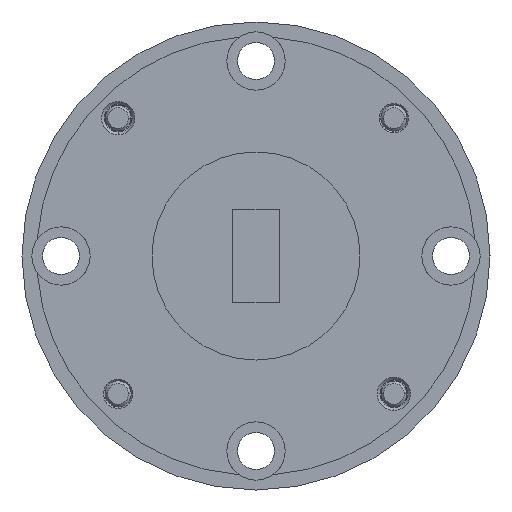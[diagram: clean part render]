
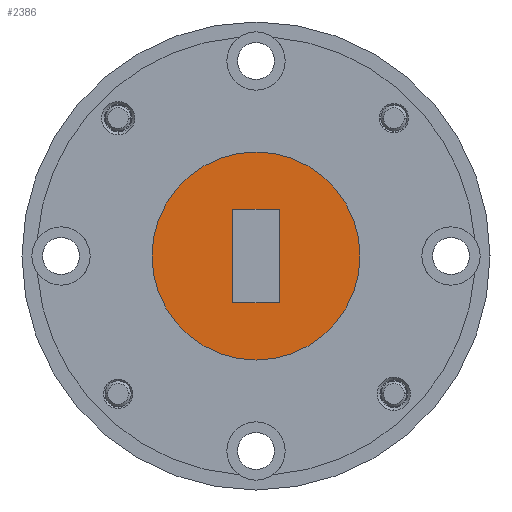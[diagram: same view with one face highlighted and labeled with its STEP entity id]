
A CAD part, left-side view. The second image highlights one B-rep face of the part: STEP entity #2386.
In plain terms, the highlighted planar face has unit normal (-1, 0, 0).
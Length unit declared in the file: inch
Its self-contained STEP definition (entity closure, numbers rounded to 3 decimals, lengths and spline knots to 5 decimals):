
#58 = CIRCLE ( 'NONE', #3867, 0.25 ) ;
#142 = VECTOR ( 'NONE', #2165, 39.37008 ) ;
#149 = CARTESIAN_POINT ( 'NONE',  ( 0., 0., 0. ) ) ;
#208 = CARTESIAN_POINT ( 'NONE',  ( 0., 0.056, 0.112 ) ) ;
#486 = VERTEX_POINT ( 'NONE', #208 ) ;
#604 = EDGE_CURVE ( 'NONE', #2636, #486, #2507, .T. ) ;
#613 = EDGE_CURVE ( 'NONE', #1130, #2707, #58, .T. ) ;
#644 = ORIENTED_EDGE ( 'NONE', *, *, #613, .F. ) ;
#658 = CARTESIAN_POINT ( 'NONE',  ( 0., 0., 0. ) ) ;
#737 = CARTESIAN_POINT ( 'NONE',  ( 0., 0.056, -0.112 ) ) ;
#749 = CARTESIAN_POINT ( 'NONE',  ( 0., -0.056, -0.112 ) ) ;
#786 = CARTESIAN_POINT ( 'NONE',  ( 0., -0.056, -0.112 ) ) ;
#820 = DIRECTION ( 'NONE',  ( 0., 0., -1. ) ) ;
#1040 = DIRECTION ( 'NONE',  ( 1., 0., 0. ) ) ;
#1121 = ORIENTED_EDGE ( 'NONE', *, *, #604, .T. ) ;
#1130 = VERTEX_POINT ( 'NONE', #4448 ) ;
#1145 = LINE ( 'NONE', #786, #3730 ) ;
#1301 = ORIENTED_EDGE ( 'NONE', *, *, #1362, .F. ) ;
#1362 = EDGE_CURVE ( 'NONE', #2707, #1130, #2821, .T. ) ;
#1364 = VERTEX_POINT ( 'NONE', #749 ) ;
#1545 = LINE ( 'NONE', #3612, #3128 ) ;
#1607 = LINE ( 'NONE', #2930, #3541 ) ;
#2024 = AXIS2_PLACEMENT_3D ( 'NONE', #149, #3690, #2939 ) ;
#2073 = ORIENTED_EDGE ( 'NONE', *, *, #3726, .T. ) ;
#2119 = CARTESIAN_POINT ( 'NONE',  ( 0., 0.056, -0.112 ) ) ;
#2165 = DIRECTION ( 'NONE',  ( 0., 0., 1. ) ) ;
#2242 = CARTESIAN_POINT ( 'NONE',  ( 0., -0.25, 0. ) ) ;
#2335 = EDGE_CURVE ( 'NONE', #3529, #1364, #1545, .T. ) ;
#2343 = EDGE_CURVE ( 'NONE', #1364, #2636, #1145, .T. ) ;
#2386 = ADVANCED_FACE ( 'NONE', ( #2917, #4396 ), #2991, .T. ) ;
#2507 = LINE ( 'NONE', #737, #142 ) ;
#2636 = VERTEX_POINT ( 'NONE', #2119 ) ;
#2707 = VERTEX_POINT ( 'NONE', #2242 ) ;
#2821 = CIRCLE ( 'NONE', #4397, 0.25 ) ;
#2826 = DIRECTION ( 'NONE',  ( 0., 1., 0. ) ) ;
#2917 = FACE_BOUND ( 'NONE', #3456, .T. ) ;
#2930 = CARTESIAN_POINT ( 'NONE',  ( 0., -0.056, 0.112 ) ) ;
#2939 = DIRECTION ( 'NONE',  ( 0., 1., 0. ) ) ;
#2991 = PLANE ( 'NONE',  #2024 ) ;
#3128 = VECTOR ( 'NONE', #820, 39.37008 ) ;
#3173 = DIRECTION ( 'NONE',  ( 0., 1., 0. ) ) ;
#3317 = DIRECTION ( 'NONE',  ( 0., 1., 0. ) ) ;
#3456 = EDGE_LOOP ( 'NONE', ( #2073, #4530, #4037, #1121 ) ) ;
#3529 = VERTEX_POINT ( 'NONE', #3846 ) ;
#3541 = VECTOR ( 'NONE', #4412, 39.37008 ) ;
#3584 = CARTESIAN_POINT ( 'NONE',  ( 0., 0., 0. ) ) ;
#3612 = CARTESIAN_POINT ( 'NONE',  ( 0., -0.056, -0.112 ) ) ;
#3690 = DIRECTION ( 'NONE',  ( -1., 0., 0. ) ) ;
#3726 = EDGE_CURVE ( 'NONE', #486, #3529, #1607, .T. ) ;
#3730 = VECTOR ( 'NONE', #3317, 39.37008 ) ;
#3846 = CARTESIAN_POINT ( 'NONE',  ( 0., -0.056, 0.112 ) ) ;
#3867 = AXIS2_PLACEMENT_3D ( 'NONE', #3584, #1040, #3173 ) ;
#4037 = ORIENTED_EDGE ( 'NONE', *, *, #2343, .T. ) ;
#4261 = DIRECTION ( 'NONE',  ( 1., 0., 0. ) ) ;
#4353 = EDGE_LOOP ( 'NONE', ( #644, #1301 ) ) ;
#4396 = FACE_OUTER_BOUND ( 'NONE', #4353, .T. ) ;
#4397 = AXIS2_PLACEMENT_3D ( 'NONE', #658, #4261, #2826 ) ;
#4412 = DIRECTION ( 'NONE',  ( 0., -1., 0. ) ) ;
#4448 = CARTESIAN_POINT ( 'NONE',  ( 0., 0.25, 0. ) ) ;
#4530 = ORIENTED_EDGE ( 'NONE', *, *, #2335, .T. ) ;
